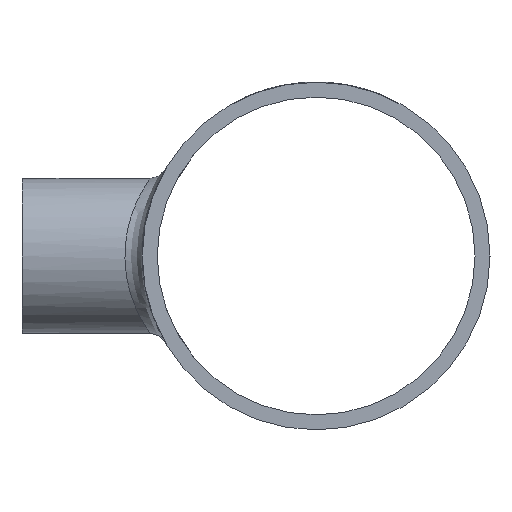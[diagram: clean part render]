
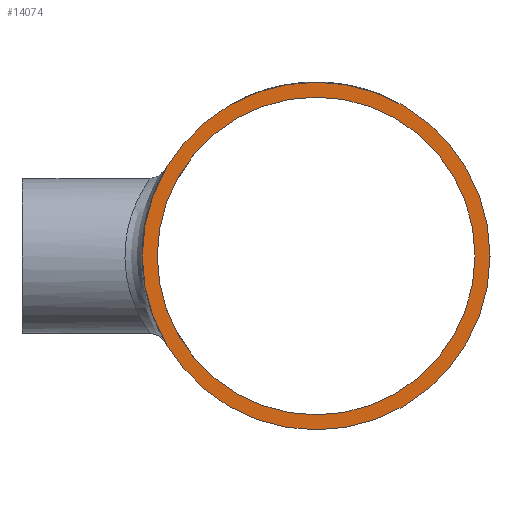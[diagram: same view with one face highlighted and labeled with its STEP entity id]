
A CAD part, left-side view. The second image highlights one B-rep face of the part: STEP entity #14074.
In plain terms, the highlighted planar face has unit normal (-1, 0, 0).
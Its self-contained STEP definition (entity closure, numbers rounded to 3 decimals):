
#1140 = DIRECTION ( 'NONE',  ( 0., 0., 1. ) ) ;
#1226 = FACE_BOUND ( 'NONE', #9137, .T. ) ;
#2233 = VERTEX_POINT ( 'NONE', #18499 ) ;
#2310 = ORIENTED_EDGE ( 'NONE', *, *, #17395, .F. ) ;
#4078 = PLANE ( 'NONE',  #17105 ) ;
#4080 = AXIS2_PLACEMENT_3D ( 'NONE', #17852, #10719, #12036 ) ;
#4572 = CIRCLE ( 'NONE', #10484, 30.15 ) ;
#5439 = CARTESIAN_POINT ( 'NONE',  ( -64., 0., 30.15 ) ) ;
#5957 = FACE_OUTER_BOUND ( 'NONE', #12987, .T. ) ;
#6803 = CARTESIAN_POINT ( 'NONE',  ( -64., 0., 0. ) ) ;
#6938 = DIRECTION ( 'NONE',  ( -1., 0., 0. ) ) ;
#8246 = DIRECTION ( 'NONE',  ( -1., 0., 0. ) ) ;
#8906 = ORIENTED_EDGE ( 'NONE', *, *, #12240, .T. ) ;
#9137 = EDGE_LOOP ( 'NONE', ( #2310 ) ) ;
#10484 = AXIS2_PLACEMENT_3D ( 'NONE', #6803, #8246, #12834 ) ;
#10719 = DIRECTION ( 'NONE',  ( -1., 0., 0. ) ) ;
#11950 = CIRCLE ( 'NONE', #4080, 27.55 ) ;
#12036 = DIRECTION ( 'NONE',  ( 0., 0., 1. ) ) ;
#12240 = EDGE_CURVE ( 'NONE', #15070, #15070, #4572, .T. ) ;
#12709 = CARTESIAN_POINT ( 'NONE',  ( -64., 0., 0. ) ) ;
#12834 = DIRECTION ( 'NONE',  ( 0., 0., 1. ) ) ;
#12987 = EDGE_LOOP ( 'NONE', ( #8906 ) ) ;
#14074 = ADVANCED_FACE ( 'NONE', ( #1226, #5957 ), #4078, .T. ) ;
#15070 = VERTEX_POINT ( 'NONE', #5439 ) ;
#17105 = AXIS2_PLACEMENT_3D ( 'NONE', #12709, #6938, #1140 ) ;
#17395 = EDGE_CURVE ( 'NONE', #2233, #2233, #11950, .T. ) ;
#17852 = CARTESIAN_POINT ( 'NONE',  ( -64., 0., 0. ) ) ;
#18499 = CARTESIAN_POINT ( 'NONE',  ( -64., 0., 27.55 ) ) ;
